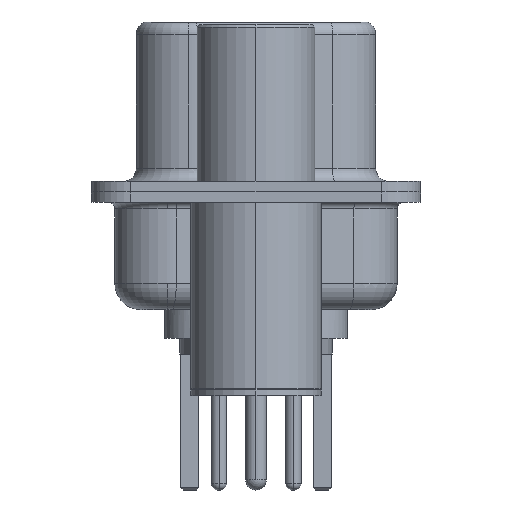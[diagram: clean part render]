
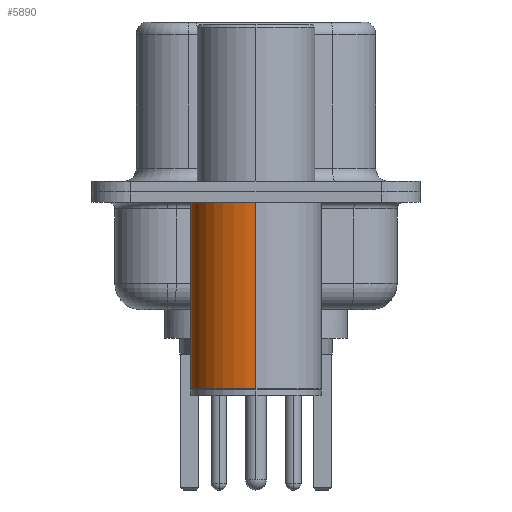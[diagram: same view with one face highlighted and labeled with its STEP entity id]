
A CAD part, left-side view. The second image highlights one B-rep face of the part: STEP entity #5890.
In plain terms, the highlighted cylindrical face has radius 2.5 mm (diameter 5 mm), a partial arc.
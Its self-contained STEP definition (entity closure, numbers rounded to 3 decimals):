
#662 = AXIS2_PLACEMENT_3D ( 'NONE', #18319, #18277, #17928 ) ;
#953 = VERTEX_POINT ( 'NONE', #7595 ) ;
#1277 = EDGE_LOOP ( 'NONE', ( #4436, #10126, #9320, #3765 ) ) ;
#1823 = CARTESIAN_POINT ( 'NONE',  ( -2.5, 0., -0.4 ) ) ;
#1888 = EDGE_CURVE ( 'NONE', #12768, #14106, #4187, .T. ) ;
#1949 = CARTESIAN_POINT ( 'NONE',  ( -2.5, 0., 0.581 ) ) ;
#2207 = VECTOR ( 'NONE', #11931, 1000. ) ;
#3502 = AXIS2_PLACEMENT_3D ( 'NONE', #16721, #8342, #18112 ) ;
#3765 = ORIENTED_EDGE ( 'NONE', *, *, #16672, .F. ) ;
#4187 = LINE ( 'NONE', #1949, #11612 ) ;
#4436 = ORIENTED_EDGE ( 'NONE', *, *, #10725, .T. ) ;
#4706 = AXIS2_PLACEMENT_3D ( 'NONE', #15642, #11316, #13479 ) ;
#5890 = ADVANCED_FACE ( 'NONE', ( #11524 ), #6704, .T. ) ;
#6186 = LINE ( 'NONE', #17316, #2207 ) ;
#6703 = CARTESIAN_POINT ( 'NONE',  ( -2.5, 0., -7.525 ) ) ;
#6704 = CYLINDRICAL_SURFACE ( 'NONE', #4706, 2.5 ) ;
#7595 = CARTESIAN_POINT ( 'NONE',  ( 2.5, 0., -0.4 ) ) ;
#8342 = DIRECTION ( 'NONE',  ( 0., 0., 1. ) ) ;
#9320 = ORIENTED_EDGE ( 'NONE', *, *, #17611, .F. ) ;
#10126 = ORIENTED_EDGE ( 'NONE', *, *, #1888, .T. ) ;
#10204 = CIRCLE ( 'NONE', #662, 2.5 ) ;
#10725 = EDGE_CURVE ( 'NONE', #11289, #12768, #10204, .T. ) ;
#10915 = CARTESIAN_POINT ( 'NONE',  ( 2.5, 0., -7.525 ) ) ;
#11289 = VERTEX_POINT ( 'NONE', #10915 ) ;
#11316 = DIRECTION ( 'NONE',  ( 0., 0., 1. ) ) ;
#11524 = FACE_OUTER_BOUND ( 'NONE', #1277, .T. ) ;
#11612 = VECTOR ( 'NONE', #17424, 1000. ) ;
#11931 = DIRECTION ( 'NONE',  ( 0., 0., 1. ) ) ;
#12768 = VERTEX_POINT ( 'NONE', #6703 ) ;
#13479 = DIRECTION ( 'NONE',  ( 1., 0., 0. ) ) ;
#14106 = VERTEX_POINT ( 'NONE', #1823 ) ;
#15642 = CARTESIAN_POINT ( 'NONE',  ( 0., 0., 0.581 ) ) ;
#16672 = EDGE_CURVE ( 'NONE', #11289, #953, #6186, .T. ) ;
#16721 = CARTESIAN_POINT ( 'NONE',  ( 0., 0., -0.4 ) ) ;
#16748 = CIRCLE ( 'NONE', #3502, 2.5 ) ;
#17316 = CARTESIAN_POINT ( 'NONE',  ( 2.5, 0., 0.581 ) ) ;
#17424 = DIRECTION ( 'NONE',  ( 0., 0., 1. ) ) ;
#17611 = EDGE_CURVE ( 'NONE', #953, #14106, #16748, .T. ) ;
#17928 = DIRECTION ( 'NONE',  ( 1., 0., 0. ) ) ;
#18112 = DIRECTION ( 'NONE',  ( 1., 0., 0. ) ) ;
#18277 = DIRECTION ( 'NONE',  ( 0., 0., 1. ) ) ;
#18319 = CARTESIAN_POINT ( 'NONE',  ( 0., 0., -7.525 ) ) ;
